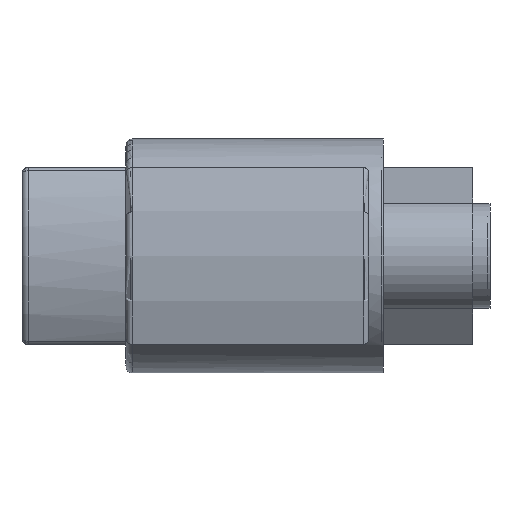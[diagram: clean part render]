
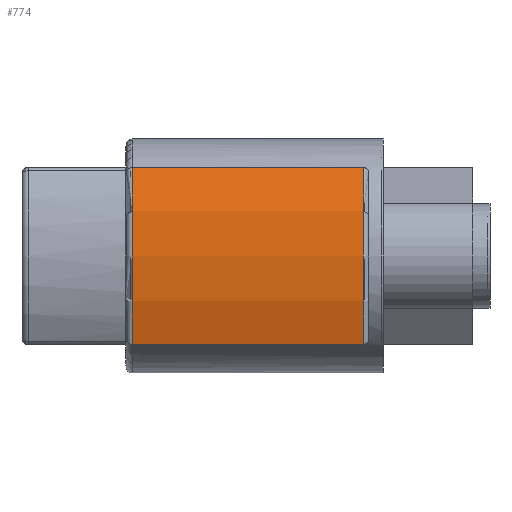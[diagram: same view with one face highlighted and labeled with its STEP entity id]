
A CAD part, left-side view. The second image highlights one B-rep face of the part: STEP entity #774.
In plain terms, the highlighted cylindrical face has radius 160.5 mm (diameter 321 mm), a partial arc.
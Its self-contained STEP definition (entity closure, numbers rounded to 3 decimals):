
#64 = DIRECTION ( 'NONE',  ( 0., 0., 1. ) ) ;
#320 = DIRECTION ( 'NONE',  ( 0., 0., 1. ) ) ;
#353 = CARTESIAN_POINT ( 'NONE',  ( 0., 136.5, 0. ) ) ;
#355 = VECTOR ( 'NONE', #1768, 1000. ) ;
#375 = DIRECTION ( 'NONE',  ( 0., -1., 0. ) ) ;
#578 = CIRCLE ( 'NONE', #1045, 160.5 ) ;
#774 = ADVANCED_FACE ( 'NONE', ( #1132 ), #799, .T. ) ;
#799 = CYLINDRICAL_SURFACE ( 'NONE', #3496, 160.5 ) ;
#858 = ORIENTED_EDGE ( 'NONE', *, *, #2202, .T. ) ;
#909 = EDGE_CURVE ( 'NONE', #2194, #3374, #1800, .T. ) ;
#965 = EDGE_CURVE ( 'NONE', #2183, #1389, #2873, .T. ) ;
#1033 = ORIENTED_EDGE ( 'NONE', *, *, #909, .T. ) ;
#1045 = AXIS2_PLACEMENT_3D ( 'NONE', #1451, #1395, #320 ) ;
#1132 = FACE_OUTER_BOUND ( 'NONE', #2138, .T. ) ;
#1208 = ORIENTED_EDGE ( 'NONE', *, *, #965, .F. ) ;
#1222 = CARTESIAN_POINT ( 'NONE',  ( -152.182, 3., 51. ) ) ;
#1389 = VERTEX_POINT ( 'NONE', #1222 ) ;
#1395 = DIRECTION ( 'NONE',  ( 0., 1., 0. ) ) ;
#1451 = CARTESIAN_POINT ( 'NONE',  ( 0., 3., 0. ) ) ;
#1470 = CARTESIAN_POINT ( 'NONE',  ( -152.182, 200., 51. ) ) ;
#1657 = DIRECTION ( 'NONE',  ( 0., 0., -1. ) ) ;
#1712 = CARTESIAN_POINT ( 'NONE',  ( 0., 200., 0. ) ) ;
#1716 = CARTESIAN_POINT ( 'NONE',  ( -152.182, 136.5, -51. ) ) ;
#1746 = AXIS2_PLACEMENT_3D ( 'NONE', #353, #2907, #64 ) ;
#1768 = DIRECTION ( 'NONE',  ( 0., -1., 0. ) ) ;
#1800 = LINE ( 'NONE', #2909, #2479 ) ;
#1990 = CARTESIAN_POINT ( 'NONE',  ( -152.182, 3., -51. ) ) ;
#2138 = EDGE_LOOP ( 'NONE', ( #1208, #3633, #1033, #858 ) ) ;
#2183 = VERTEX_POINT ( 'NONE', #2301 ) ;
#2194 = VERTEX_POINT ( 'NONE', #1716 ) ;
#2202 = EDGE_CURVE ( 'NONE', #3374, #1389, #578, .T. ) ;
#2301 = CARTESIAN_POINT ( 'NONE',  ( -152.182, 136.5, 51. ) ) ;
#2479 = VECTOR ( 'NONE', #375, 1000. ) ;
#2539 = DIRECTION ( 'NONE',  ( 0., -1., 0. ) ) ;
#2689 = EDGE_CURVE ( 'NONE', #2183, #2194, #3339, .T. ) ;
#2873 = LINE ( 'NONE', #1470, #355 ) ;
#2907 = DIRECTION ( 'NONE',  ( 0., -1., 0. ) ) ;
#2909 = CARTESIAN_POINT ( 'NONE',  ( -152.182, 200., -51. ) ) ;
#3339 = CIRCLE ( 'NONE', #1746, 160.5 ) ;
#3374 = VERTEX_POINT ( 'NONE', #1990 ) ;
#3496 = AXIS2_PLACEMENT_3D ( 'NONE', #1712, #2539, #1657 ) ;
#3633 = ORIENTED_EDGE ( 'NONE', *, *, #2689, .T. ) ;
